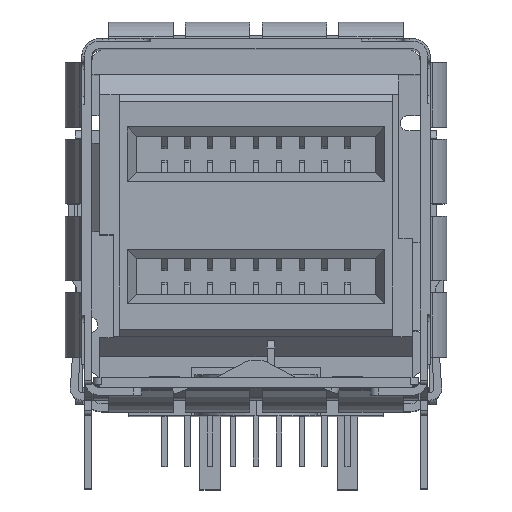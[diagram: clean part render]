
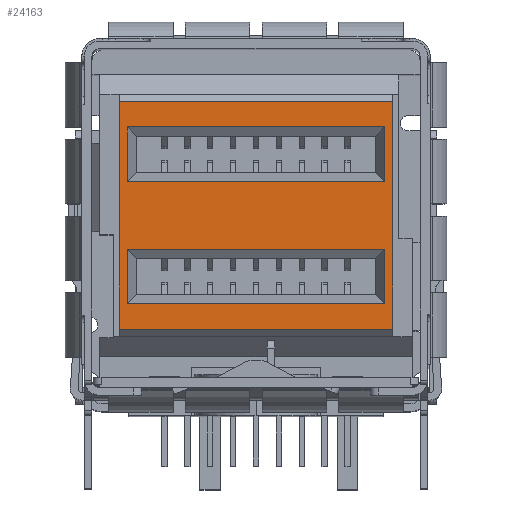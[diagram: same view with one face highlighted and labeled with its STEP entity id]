
A CAD part, top view. The second image highlights one B-rep face of the part: STEP entity #24163.
In plain terms, the highlighted planar face has unit normal (0, 0, 1).
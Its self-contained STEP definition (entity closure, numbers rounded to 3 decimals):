
#162=DIRECTION('',(0.,-1.,0.));
#163=VECTOR('',#162,1.8);
#164=CARTESIAN_POINT('',(4.225,-0.745,-13.66));
#165=LINE('',#164,#163);
#166=DIRECTION('',(1.,0.,0.));
#167=VECTOR('',#166,8.45);
#168=CARTESIAN_POINT('',(-4.225,-0.745,-13.66));
#169=LINE('',#168,#167);
#170=DIRECTION('',(0.,1.,0.));
#171=VECTOR('',#170,1.8);
#172=CARTESIAN_POINT('',(-4.225,-2.545,-13.66));
#173=LINE('',#172,#171);
#174=DIRECTION('',(-1.,0.,0.));
#175=VECTOR('',#174,8.45);
#176=CARTESIAN_POINT('',(4.225,-2.545,-13.66));
#177=LINE('',#176,#175);
#178=DIRECTION('',(1.,0.,0.));
#179=VECTOR('',#178,8.45);
#180=CARTESIAN_POINT('',(-4.225,3.255,-13.66));
#181=LINE('',#180,#179);
#182=DIRECTION('',(0.,1.,0.));
#183=VECTOR('',#182,1.8);
#184=CARTESIAN_POINT('',(-4.225,1.455,-13.66));
#185=LINE('',#184,#183);
#186=DIRECTION('',(-1.,0.,0.));
#187=VECTOR('',#186,8.45);
#188=CARTESIAN_POINT('',(4.225,1.455,-13.66));
#189=LINE('',#188,#187);
#190=DIRECTION('',(0.,-1.,0.));
#191=VECTOR('',#190,1.8);
#192=CARTESIAN_POINT('',(4.225,3.255,-13.66));
#193=LINE('',#192,#191);
#194=DIRECTION('',(-1.,0.,0.));
#195=VECTOR('',#194,8.95);
#196=CARTESIAN_POINT('',(4.475,4.075,-13.66));
#197=LINE('',#196,#195);
#198=DIRECTION('',(0.,1.,0.));
#199=VECTOR('',#198,7.44);
#200=CARTESIAN_POINT('',(4.475,-3.365,-13.66));
#201=LINE('',#200,#199);
#202=DIRECTION('',(1.,0.,0.));
#203=VECTOR('',#202,8.95);
#204=CARTESIAN_POINT('',(-4.475,-3.365,-13.66));
#205=LINE('',#204,#203);
#206=DIRECTION('',(0.,-1.,0.));
#207=VECTOR('',#206,7.44);
#208=CARTESIAN_POINT('',(-4.475,4.075,-13.66));
#209=LINE('',#208,#207);
#21102=CARTESIAN_POINT('',(4.225,-0.745,-13.66));
#21103=CARTESIAN_POINT('',(4.225,-2.545,-13.66));
#21104=VERTEX_POINT('',#21102);
#21105=VERTEX_POINT('',#21103);
#21112=CARTESIAN_POINT('',(-4.225,-0.745,-13.66));
#21113=VERTEX_POINT('',#21112);
#21116=CARTESIAN_POINT('',(-4.225,-2.545,-13.66));
#21117=VERTEX_POINT('',#21116);
#21122=CARTESIAN_POINT('',(-4.225,3.255,-13.66));
#21123=CARTESIAN_POINT('',(4.225,3.255,-13.66));
#21124=VERTEX_POINT('',#21122);
#21125=VERTEX_POINT('',#21123);
#21128=CARTESIAN_POINT('',(-4.225,1.455,-13.66));
#21129=VERTEX_POINT('',#21128);
#21130=CARTESIAN_POINT('',(4.225,1.455,-13.66));
#21131=VERTEX_POINT('',#21130);
#21134=CARTESIAN_POINT('',(-4.475,4.075,-13.66));
#21136=VERTEX_POINT('',#21134);
#21140=CARTESIAN_POINT('',(4.475,4.075,-13.66));
#21141=VERTEX_POINT('',#21140);
#21142=CARTESIAN_POINT('',(4.475,-3.365,-13.66));
#21144=VERTEX_POINT('',#21142);
#21148=CARTESIAN_POINT('',(-4.475,-3.365,-13.66));
#21149=VERTEX_POINT('',#21148);
#24129=CARTESIAN_POINT('',(0.,0.,-13.66));
#24130=DIRECTION('',(0.,0.,1.));
#24131=DIRECTION('',(1.,0.,0.));
#24132=AXIS2_PLACEMENT_3D('',#24129,#24130,#24131);
#24133=PLANE('',#24132);
#24135=ORIENTED_EDGE('',*,*,#24134,.F.);
#24137=ORIENTED_EDGE('',*,*,#24136,.F.);
#24139=ORIENTED_EDGE('',*,*,#24138,.F.);
#24141=ORIENTED_EDGE('',*,*,#24140,.F.);
#24142=EDGE_LOOP('',(#24135,#24137,#24139,#24141));
#24143=FACE_OUTER_BOUND('',#24142,.F.);
#24145=ORIENTED_EDGE('',*,*,#24144,.F.);
#24147=ORIENTED_EDGE('',*,*,#24146,.F.);
#24148=ORIENTED_EDGE('',*,*,#24119,.F.);
#24150=ORIENTED_EDGE('',*,*,#24149,.F.);
#24151=EDGE_LOOP('',(#24145,#24147,#24148,#24150));
#24152=FACE_BOUND('',#24151,.F.);
#24154=ORIENTED_EDGE('',*,*,#24153,.F.);
#24156=ORIENTED_EDGE('',*,*,#24155,.F.);
#24158=ORIENTED_EDGE('',*,*,#24157,.F.);
#24160=ORIENTED_EDGE('',*,*,#24159,.F.);
#24161=EDGE_LOOP('',(#24154,#24156,#24158,#24160));
#24162=FACE_BOUND('',#24161,.F.);
#24119=EDGE_CURVE('',#21131,#21129,#189,.T.);
#24134=EDGE_CURVE('',#21141,#21136,#197,.T.);
#24136=EDGE_CURVE('',#21144,#21141,#201,.T.);
#24138=EDGE_CURVE('',#21149,#21144,#205,.T.);
#24140=EDGE_CURVE('',#21136,#21149,#209,.T.);
#24144=EDGE_CURVE('',#21124,#21125,#181,.T.);
#24146=EDGE_CURVE('',#21129,#21124,#185,.T.);
#24149=EDGE_CURVE('',#21125,#21131,#193,.T.);
#24153=EDGE_CURVE('',#21104,#21105,#165,.T.);
#24155=EDGE_CURVE('',#21113,#21104,#169,.T.);
#24157=EDGE_CURVE('',#21117,#21113,#173,.T.);
#24159=EDGE_CURVE('',#21105,#21117,#177,.T.);
#24163=ADVANCED_FACE('',(#24143,#24152,#24162),#24133,.T.);
